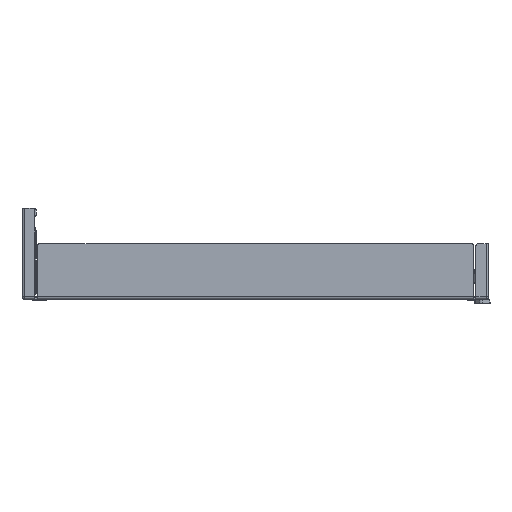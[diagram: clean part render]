
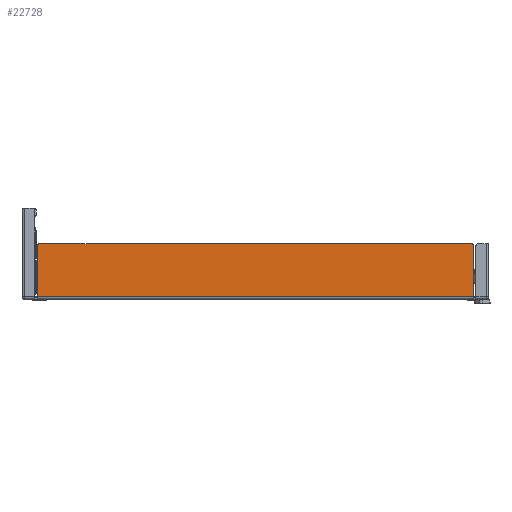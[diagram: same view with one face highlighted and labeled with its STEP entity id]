
A CAD part, left-side view. The second image highlights one B-rep face of the part: STEP entity #22728.
In plain terms, the highlighted planar face has unit normal (-1, 0, 0).
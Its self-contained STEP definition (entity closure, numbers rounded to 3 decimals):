
#894=PLANE('',#24791);
#2107=FACE_OUTER_BOUND('',#3447,.T.);
#3447=EDGE_LOOP('',(#20500,#20501,#20502,#20503,#20504,#20505));
#4794=LINE('',#36113,#7150);
#4798=LINE('',#36123,#7154);
#5920=LINE('',#41197,#8276);
#5921=LINE('',#41200,#8277);
#7150=VECTOR('',#28518,10.);
#7154=VECTOR('',#28528,10.);
#8276=VECTOR('',#30942,10.);
#8277=VECTOR('',#30945,10.);
#9217=CIRCLE('',#24792,2.5);
#9218=CIRCLE('',#24793,2.5);
#10384=VERTEX_POINT('',#36110);
#10385=VERTEX_POINT('',#36112);
#10388=VERTEX_POINT('',#36121);
#11314=VERTEX_POINT('',#41195);
#11315=VERTEX_POINT('',#41196);
#11316=VERTEX_POINT('',#41199);
#13105=EDGE_CURVE('',#10385,#10384,#4794,.T.);
#13111=EDGE_CURVE('',#10388,#10384,#4798,.T.);
#14481=EDGE_CURVE('',#11314,#11315,#5920,.T.);
#14482=EDGE_CURVE('',#10385,#11315,#9217,.T.);
#14483=EDGE_CURVE('',#10388,#11316,#5921,.T.);
#14484=EDGE_CURVE('',#11314,#11316,#9218,.T.);
#20500=ORIENTED_EDGE('',*,*,#14481,.T.);
#20501=ORIENTED_EDGE('',*,*,#14482,.F.);
#20502=ORIENTED_EDGE('',*,*,#13105,.T.);
#20503=ORIENTED_EDGE('',*,*,#13111,.F.);
#20504=ORIENTED_EDGE('',*,*,#14483,.T.);
#20505=ORIENTED_EDGE('',*,*,#14484,.F.);
#22728=ADVANCED_FACE('',(#2107),#894,.F.);
#24791=AXIS2_PLACEMENT_3D('',#41194,#30940,#30941);
#24792=AXIS2_PLACEMENT_3D('',#41198,#30943,#30944);
#24793=AXIS2_PLACEMENT_3D('',#41201,#30946,#30947);
#28518=DIRECTION('',(0.,0.,-1.));
#28528=DIRECTION('',(0.,1.,0.));
#30940=DIRECTION('center_axis',(1.,0.,0.));
#30941=DIRECTION('ref_axis',(0.,0.,
-1.));
#30942=DIRECTION('',(0.,1.,0.));
#30943=DIRECTION('center_axis',(1.,0.,0.));
#30944=DIRECTION('ref_axis',(0.,0.707,0.707));
#30945=DIRECTION('',(0.,0.,1.));
#30946=DIRECTION('center_axis',(1.,0.,0.));
#30947=DIRECTION('ref_axis',(0.,-0.707,0.707));
#36110=CARTESIAN_POINT('',(-200.,446.3,4.95));
#36112=CARTESIAN_POINT('',(-200.,446.3,54.95));
#36113=CARTESIAN_POINT('',(-200.,446.3,16.125));
#36121=CARTESIAN_POINT('',(-200.,15.2,4.95));
#36123=CARTESIAN_POINT('',(-200.,230.75,4.95));
#41194=CARTESIAN_POINT('Origin',(-200.,230.75,29.8));
#41195=CARTESIAN_POINT('',(-200.,17.7,57.45));
#41196=CARTESIAN_POINT('',(-200.,443.8,57.45));
#41197=CARTESIAN_POINT('',(-200.,0.,57.45));
#41198=CARTESIAN_POINT('Origin',(-200.,443.8,54.95));
#41199=CARTESIAN_POINT('',(-200.,15.2,54.95));
#41200=CARTESIAN_POINT('',(-200.,15.2,16.125));
#41201=CARTESIAN_POINT('Origin',(-200.,17.7,54.95));
